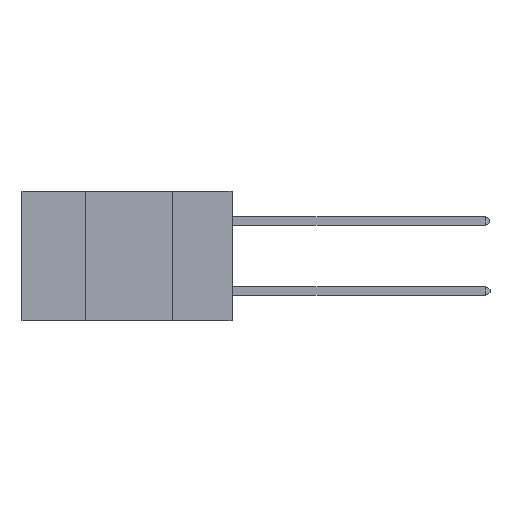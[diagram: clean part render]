
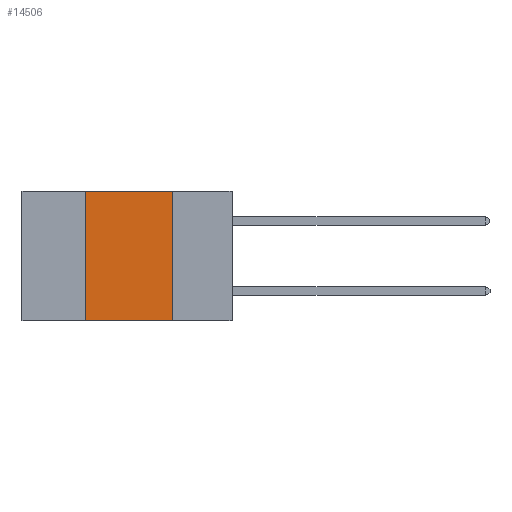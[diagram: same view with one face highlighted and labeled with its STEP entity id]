
A CAD part, left-side view. The second image highlights one B-rep face of the part: STEP entity #14506.
In plain terms, the highlighted planar face has unit normal (-1, 0, 0).
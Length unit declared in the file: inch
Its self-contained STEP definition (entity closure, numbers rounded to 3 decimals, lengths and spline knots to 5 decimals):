
#1670 = CARTESIAN_POINT ( 'NONE',  ( 0., 0.42, 0. ) ) ;
#1914 = DIRECTION ( 'NONE',  ( 0., 0., -1. ) ) ;
#2268 = CARTESIAN_POINT ( 'NONE',  ( 0., 0.17, -0.37 ) ) ;
#3419 = VERTEX_POINT ( 'NONE', #2268 ) ;
#4512 = EDGE_CURVE ( 'NONE', #15838, #5255, #5231, .T. ) ;
#5231 = LINE ( 'NONE', #1670, #18878 ) ;
#5247 = CARTESIAN_POINT ( 'NONE',  ( 0., 0.6, -0.37 ) ) ;
#5255 = VERTEX_POINT ( 'NONE', #16877 ) ;
#6239 = LINE ( 'NONE', #16612, #8262 ) ;
#7972 = CARTESIAN_POINT ( 'NONE',  ( 0., 0.6, 0. ) ) ;
#8262 = VECTOR ( 'NONE', #1914, 39.37008 ) ;
#8309 = PLANE ( 'NONE',  #12727 ) ;
#9034 = DIRECTION ( 'NONE',  ( 0., 0., 1. ) ) ;
#10076 = DIRECTION ( 'NONE',  ( 0., -1., 0. ) ) ;
#11233 = CARTESIAN_POINT ( 'NONE',  ( 0., 0.42, -0.37 ) ) ;
#11854 = VERTEX_POINT ( 'NONE', #23930 ) ;
#11993 = ORIENTED_EDGE ( 'NONE', *, *, #4512, .F. ) ;
#12727 = AXIS2_PLACEMENT_3D ( 'NONE', #22838, #21295, #15605 ) ;
#13191 = FACE_OUTER_BOUND ( 'NONE', #16376, .T. ) ;
#13638 = ORIENTED_EDGE ( 'NONE', *, *, #17785, .F. ) ;
#14506 = ADVANCED_FACE ( 'NONE', ( #13191 ), #8309, .F. ) ;
#14712 = ORIENTED_EDGE ( 'NONE', *, *, #19677, .F. ) ;
#15453 = LINE ( 'NONE', #7972, #21832 ) ;
#15605 = DIRECTION ( 'NONE',  ( 0., 0., -1. ) ) ;
#15838 = VERTEX_POINT ( 'NONE', #11233 ) ;
#16376 = EDGE_LOOP ( 'NONE', ( #14712, #13638, #11993, #21859 ) ) ;
#16498 = EDGE_CURVE ( 'NONE', #15838, #3419, #20835, .T. ) ;
#16612 = CARTESIAN_POINT ( 'NONE',  ( 0., 0.17, 0. ) ) ;
#16877 = CARTESIAN_POINT ( 'NONE',  ( 0., 0.42, 0. ) ) ;
#17785 = EDGE_CURVE ( 'NONE', #5255, #11854, #15453, .T. ) ;
#18272 = DIRECTION ( 'NONE',  ( 0., -1., 0. ) ) ;
#18878 = VECTOR ( 'NONE', #9034, 39.37008 ) ;
#19046 = VECTOR ( 'NONE', #18272, 39.37008 ) ;
#19677 = EDGE_CURVE ( 'NONE', #11854, #3419, #6239, .T. ) ;
#20835 = LINE ( 'NONE', #5247, #19046 ) ;
#21295 = DIRECTION ( 'NONE',  ( 1., 0., 0. ) ) ;
#21832 = VECTOR ( 'NONE', #10076, 39.37008 ) ;
#21859 = ORIENTED_EDGE ( 'NONE', *, *, #16498, .T. ) ;
#22838 = CARTESIAN_POINT ( 'NONE',  ( 0., 0.6, 0. ) ) ;
#23930 = CARTESIAN_POINT ( 'NONE',  ( 0., 0.17, 0. ) ) ;
